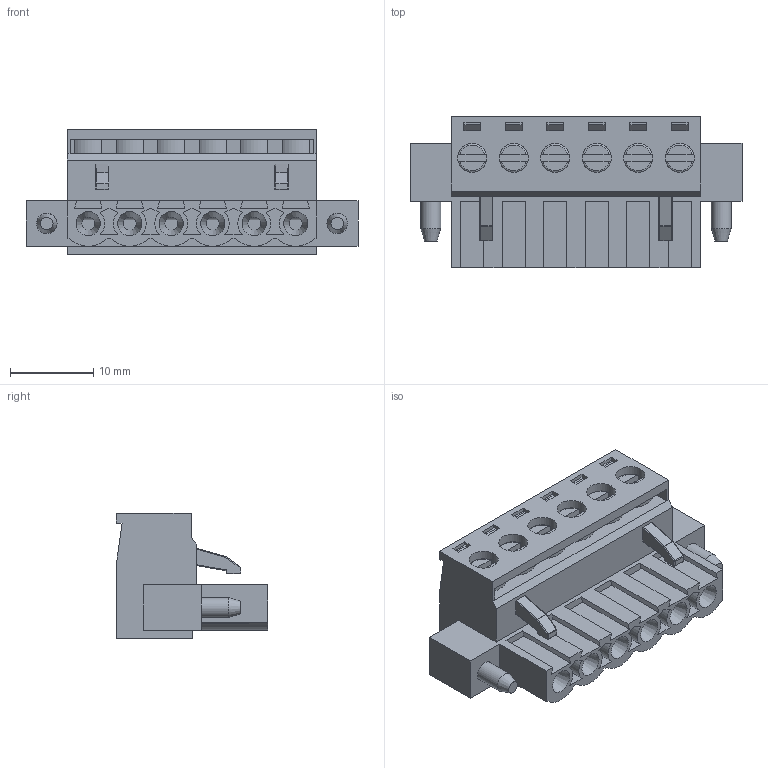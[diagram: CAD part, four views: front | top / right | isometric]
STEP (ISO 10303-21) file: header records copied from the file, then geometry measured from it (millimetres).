
FILE_DESCRIPTION( ( 'Unknown' ), '1' );
FILE_NAME( '691343710006.stp', 'Unknown', ( 'Unknown' ), ( 'Unknown' ), 'PSStep 14.0', 'Unknown', ' ' );
FILE_SCHEMA( ( 'AUTOMOTIVE_DESIGN { 1 0 10303 214 1 1 1 1 }' ) );
Length unit declared in the file: millimetre
Products named in the file (7): Assem1; 6913527100xxCAGE; 6913527100xx_PIN; 6913527100xx_VIS; 6913437100xx_VISSE_FLANGE; 691352710006; 691352710006_COFFRE
Assembly tree (22 placements, depth 2):
  Assem1
    6913527100xxCAGE  x6
    6913527100xx_PIN  x6
    6913527100xx_VIS  x6
    6913437100xx_VISSE_FLANGE  x2
    691352710006
    691352710006_COFFRE
Bounding box: 40 x 18.2 x 15.1 mm (x, y, z)
Volume: 3692.1 mm3; surface area: 9499.2 mm2
Topology: 22 solids, 22 shells, 1348 faces, 3679 edges, 2396 vertices
Faces by surface type: plane 932, cylinder 356, cone 26, torus 18, sphere 16
Full cylindrical faces by diameter (mm): 2.4 x2, 2.5 x2, 2.7 x12, 3.5 x12, 3.8 x2, 4 x2
Entity records: 27689 total; most frequent: CARTESIAN_POINT 3899, ORIENTED_EDGE 3730, DIRECTION 3569, EDGE_CURVE 1865, LINE 1581, VECTOR 1581, VERTEX_POINT 1232, AXIS2_PLACEMENT_3D 994
